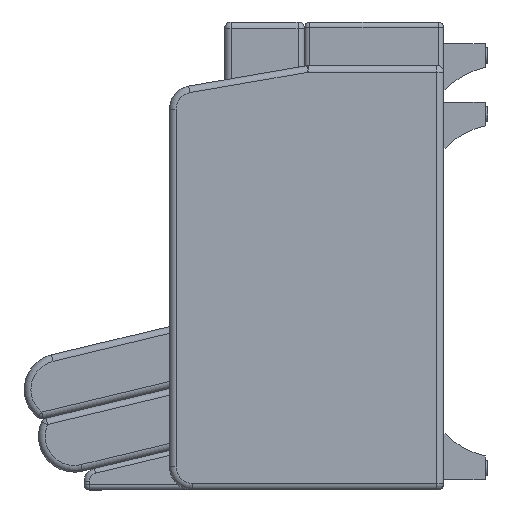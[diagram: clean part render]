
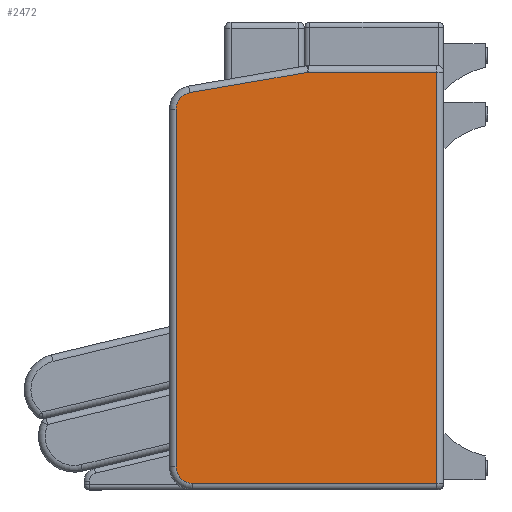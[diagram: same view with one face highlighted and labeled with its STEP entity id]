
A CAD part, left-side view. The second image highlights one B-rep face of the part: STEP entity #2472.
In plain terms, the highlighted face is planar.
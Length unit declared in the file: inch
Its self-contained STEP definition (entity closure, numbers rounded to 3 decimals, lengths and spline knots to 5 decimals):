
#170=PLANE('',#2962);
#368=FACE_OUTER_BOUND('',#548,.T.);
#548=EDGE_LOOP('',(#2183,#2184,#2185,#2186,#2187,#2188,#2189,#2190));
#704=LINE('',#4543,#862);
#705=LINE('',#4551,#863);
#706=LINE('',#4559,#864);
#707=LINE('',#4574,#865);
#709=LINE('',#4579,#867);
#862=VECTOR('',#3788,0.3937);
#863=VECTOR('',#3799,0.3937);
#864=VECTOR('',#3810,0.3937);
#865=VECTOR('',#3817,0.3937);
#867=VECTOR('',#3823,0.3937);
#1037=CIRCLE('',#2950,1.25);
#1040=CIRCLE('',#2955,1.25);
#1043=CIRCLE('',#2959,0.25);
#1218=VERTEX_POINT('',#4533);
#1221=VERTEX_POINT('',#4540);
#1222=VERTEX_POINT('',#4545);
#1223=VERTEX_POINT('',#4549);
#1224=VERTEX_POINT('',#4553);
#1225=VERTEX_POINT('',#4557);
#1226=VERTEX_POINT('',#4569);
#1227=VERTEX_POINT('',#4573);
#1539=EDGE_CURVE('',#1218,#1221,#704,.T.);
#1541=EDGE_CURVE('',#1221,#1222,#1037,.T.);
#1543=EDGE_CURVE('',#1222,#1223,#705,.T.);
#1545=EDGE_CURVE('',#1223,#1224,#1040,.T.);
#1547=EDGE_CURVE('',#1224,#1225,#706,.T.);
#1549=EDGE_CURVE('',#1225,#1226,#1043,.T.);
#1550=EDGE_CURVE('',#1226,#1227,#707,.T.);
#1553=EDGE_CURVE('',#1227,#1218,#709,.T.);
#2183=ORIENTED_EDGE('',*,*,#1549,.F.);
#2184=ORIENTED_EDGE('',*,*,#1547,.F.);
#2185=ORIENTED_EDGE('',*,*,#1545,.F.);
#2186=ORIENTED_EDGE('',*,*,#1543,.F.);
#2187=ORIENTED_EDGE('',*,*,#1541,.F.);
#2188=ORIENTED_EDGE('',*,*,#1539,.F.);
#2189=ORIENTED_EDGE('',*,*,#1553,.F.);
#2190=ORIENTED_EDGE('',*,*,#1550,.F.);
#2472=ADVANCED_FACE('',(#368),#170,.T.);
#2950=AXIS2_PLACEMENT_3D('',#4547,#3793,#3794);
#2955=AXIS2_PLACEMENT_3D('',#4555,#3804,#3805);
#2959=AXIS2_PLACEMENT_3D('',#4571,#3813,#3814);
#2962=AXIS2_PLACEMENT_3D('',#4578,#3821,#3822);
#3788=DIRECTION('',(0.,1.,0.));
#3793=DIRECTION('center_axis',(-1.,0.,0.));
#3794=DIRECTION('ref_axis',(0.,0.707,0.707));
#3799=DIRECTION('',(0.,0.,-1.));
#3804=DIRECTION('center_axis',(-1.,0.,0.));
#3805=DIRECTION('ref_axis',(0.,0.765,-0.644));
#3810=DIRECTION('',(0.,-0.985,-0.17));
#3813=DIRECTION('center_axis',(-1.,0.,0.));
#3814=DIRECTION('ref_axis',(0.,0.996,-0.084));
#3817=DIRECTION('',(0.,-1.,0.));
#3821=DIRECTION('center_axis',(1.,0.,0.));
#3822=DIRECTION('ref_axis',(0.,0.,-1.));
#3823=DIRECTION('',(0.,0.,1.));
#4533=CARTESIAN_POINT('',(1.5,-9.44369,13.97163));
#4540=CARTESIAN_POINT('',(1.5,8.80631,13.97163));
#4543=CARTESIAN_POINT('',(1.5,4.11427,13.97163));
#4545=CARTESIAN_POINT('',(1.5,10.05631,12.72163));
#4547=CARTESIAN_POINT('Origin',(1.5,8.80631,12.72163));
#4549=CARTESIAN_POINT('',(1.5,10.05631,-14.01027));
#4551=CARTESIAN_POINT('',(1.5,10.05631,-7.59598));
#4553=CARTESIAN_POINT('',(1.5,9.01913,-15.24202));
#4555=CARTESIAN_POINT('Origin',(1.5,8.80631,-14.01027));
#4557=CARTESIAN_POINT('',(1.5,0.181,-16.76903));
#4559=CARTESIAN_POINT('',(1.5,1.24514,-16.58518));
#4569=CARTESIAN_POINT('',(1.5,0.13844,-16.77268));
#4571=CARTESIAN_POINT('Origin',(1.5,0.13844,-16.52268));
#4573=CARTESIAN_POINT('',(1.5,-9.44369,-16.77268));
#4574=CARTESIAN_POINT('',(1.5,-5.13573,-16.77268));
#4578=CARTESIAN_POINT('Origin',(1.5,-0.32777,-1.1385));
#4579=CARTESIAN_POINT('',(1.5,-9.44369,6.54156));
